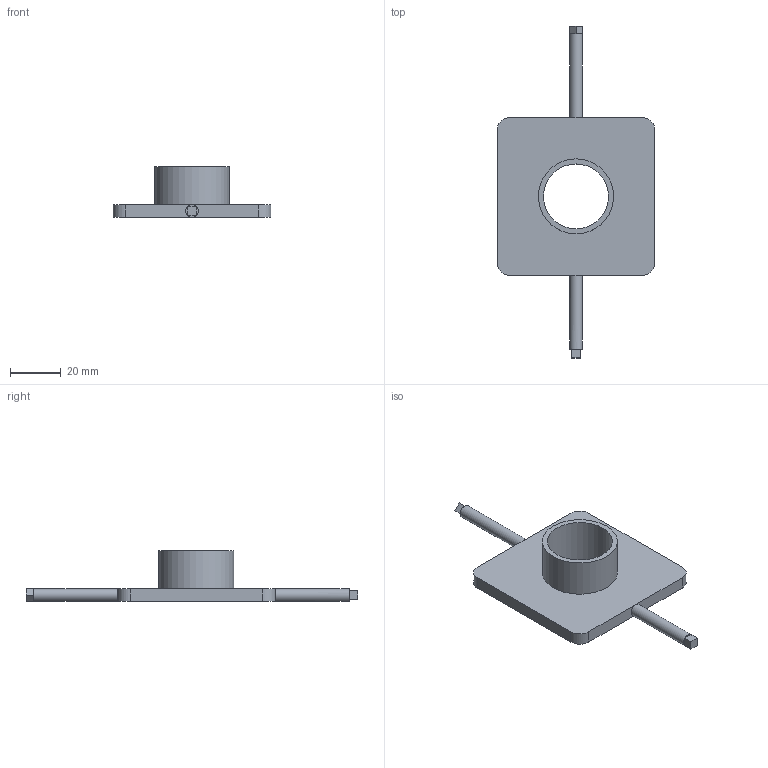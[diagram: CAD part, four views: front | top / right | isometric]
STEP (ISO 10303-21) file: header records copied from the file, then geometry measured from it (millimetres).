
FILE_DESCRIPTION(/* description */ ('STEP AP242','CAx-IF Rec.Pracs.---Representation and Presentation of Product Manufacturing Information (PMI)---4.0---2014-10-13','CAx-IF Rec.Pracs.---3D Tessellated Geometry---0.4---2014-09-14','2;1'),/* implementation_level */ '2;1');
FILE_NAME(/* name */ '64db2e1f242a2b65d14e5f45',/* time_stamp */ '2023-08-15T07:49:52Z',/* author */ (''),/* organization */ (''),/* preprocessor_version */ 'ST-DEVELOPER v19.4',/* originating_system */ ' ',/* authorisation */ ' ');
FILE_SCHEMA (('AP242_MANAGED_MODEL_BASED_3D_ENGINEERING_MIM_LF { 1 0 10303 442 1 1 4 }'));
Length unit declared in the file: metre
Products named in the file (1): Experiment Platform
Bounding box: 62 x 130.5 x 20 mm (x, y, z)
Volume: 20449.6 mm3; surface area: 11878.9 mm2
Topology: 1 solids, 1 shells, 35 faces, 73 edges, 41 vertices
Faces by surface type: plane 27, cylinder 8
Full cylindrical faces by diameter (mm): 5 x2, 25.5 x1, 29.5 x1
Entity records: 904 total; most frequent: DIRECTION 164, CARTESIAN_POINT 144, ORIENTED_EDGE 136, EDGE_CURVE 68, AXIS2_PLACEMENT_3D 60, LINE 44, VECTOR 44, EDGE_LOOP 42
